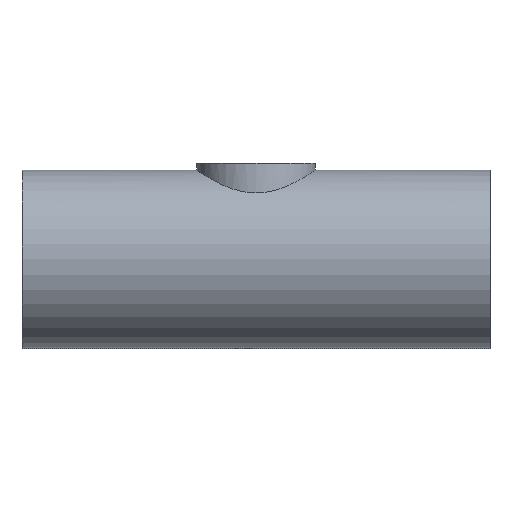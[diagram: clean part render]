
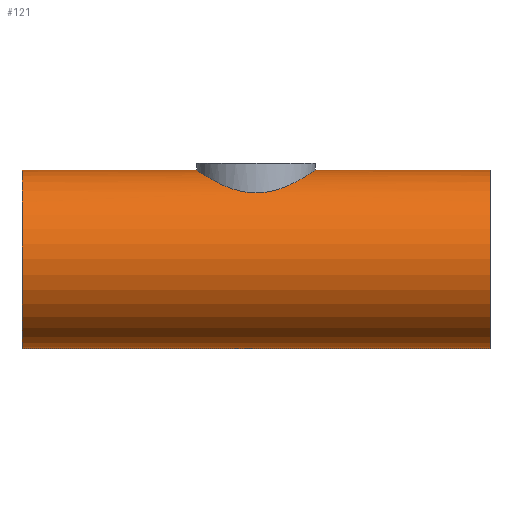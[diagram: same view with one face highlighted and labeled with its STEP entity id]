
A CAD part, front view. The second image highlights one B-rep face of the part: STEP entity #121.
In plain terms, the highlighted cylindrical face has radius 19.05 mm (diameter 38.1 mm), a full revolution.
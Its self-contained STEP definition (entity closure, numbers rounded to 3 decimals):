
#21=FACE_BOUND('',#39,.T.);
#28=FACE_OUTER_BOUND('',#38,.T.);
#38=EDGE_LOOP('',(#104,#105,#106,#107));
#39=EDGE_LOOP('',(#108,#109));
#46=CIRCLE('',#152,19.05);
#47=CIRCLE('',#154,19.05);
#51=LINE('',#318,#55);
#55=VECTOR('',#185,19.05);
#58=B_SPLINE_CURVE_WITH_KNOTS('',3,(#259,#260,#261,#262,#263,#264,#265,
#266,#267,#268,#269,#270,#271,#272),.UNSPECIFIED.,.F.,.F.,(4,2,2,2,2,2,
4),(0.,0.251,0.501,1.002,1.498,
1.745,1.993),.UNSPECIFIED.);
#59=B_SPLINE_CURVE_WITH_KNOTS('',3,(#273,#274,#275,#276,#277,#278,#279,
#280,#281,#282,#283,#284,#285,#286,#287,#288,#289,#290,#291,#292,#293,#294,
#295,#296,#297,#298,#299,#300,#301,#302,#303,#304,#305,#306,#307,#308,#309,
#310),.UNSPECIFIED.,.F.,.F.,(4,2,2,2,2,2,2,2,2,2,2,2,2,2,2,2,2,2,4),(1.993,
2.241,2.489,2.984,3.485,3.736,
3.986,4.237,4.487,4.988,5.484,
5.732,5.98,6.227,6.475,6.971,
7.472,7.722,7.973),.UNSPECIFIED.);
#66=VERTEX_POINT('',#256);
#67=VERTEX_POINT('',#258);
#68=VERTEX_POINT('',#313);
#69=VERTEX_POINT('',#316);
#79=EDGE_CURVE('',#67,#66,#58,.T.);
#80=EDGE_CURVE('',#66,#67,#59,.T.);
#81=EDGE_CURVE('',#68,#68,#46,.T.);
#82=EDGE_CURVE('',#69,#69,#47,.T.);
#83=EDGE_CURVE('',#69,#68,#51,.T.);
#104=ORIENTED_EDGE('',*,*,#82,.F.);
#105=ORIENTED_EDGE('',*,*,#83,.T.);
#106=ORIENTED_EDGE('',*,*,#81,.F.);
#107=ORIENTED_EDGE('',*,*,#83,.F.);
#108=ORIENTED_EDGE('',*,*,#79,.T.);
#109=ORIENTED_EDGE('',*,*,#80,.T.);
#115=CYLINDRICAL_SURFACE('',#153,19.05);
#121=ADVANCED_FACE('',(#28,#21),#115,.T.);
#152=AXIS2_PLACEMENT_3D('',#314,#179,#180);
#153=AXIS2_PLACEMENT_3D('',#315,#181,#182);
#154=AXIS2_PLACEMENT_3D('',#317,#183,#184);
#179=DIRECTION('center_axis',(-1.,0.,0.));
#180=DIRECTION('ref_axis',(0.,1.,0.));
#181=DIRECTION('center_axis',(1.,0.,0.));
#182=DIRECTION('ref_axis',(0.,1.,0.));
#183=DIRECTION('center_axis',(1.,0.,0.));
#184=DIRECTION('ref_axis',(0.,1.,0.));
#185=DIRECTION('',(-1.,0.,0.));
#256=CARTESIAN_POINT('',(-12.7,0.,19.05));
#258=CARTESIAN_POINT('',(0.,-12.7,14.199));
#259=CARTESIAN_POINT('Ctrl Pts',(0.,-12.7,14.199));
#260=CARTESIAN_POINT('Ctrl Pts',(-0.835,-12.7,14.199));
#261=CARTESIAN_POINT('Ctrl Pts',(-1.683,-12.617,14.275));
#262=CARTESIAN_POINT('Ctrl Pts',(-3.346,-12.281,14.565));
#263=CARTESIAN_POINT('Ctrl Pts',(-4.161,-12.028,14.778));
#264=CARTESIAN_POINT('Ctrl Pts',(-6.485,-11.048,15.541));
#265=CARTESIAN_POINT('Ctrl Pts',(-7.876,-10.085,16.21));
#266=CARTESIAN_POINT('Ctrl Pts',(-10.073,-7.888,17.385));
#267=CARTESIAN_POINT('Ctrl Pts',(-11.044,-6.495,17.981));
#268=CARTESIAN_POINT('Ctrl Pts',(-12.03,-4.158,18.608));
#269=CARTESIAN_POINT('Ctrl Pts',(-12.283,-3.337,18.774));
#270=CARTESIAN_POINT('Ctrl Pts',(-12.618,-1.672,18.995));
#271=CARTESIAN_POINT('Ctrl Pts',(-12.7,-0.826,19.05));
#272=CARTESIAN_POINT('Ctrl Pts',(-12.7,0.,19.05));
#273=CARTESIAN_POINT('Ctrl Pts',(-12.7,0.,19.05));
#274=CARTESIAN_POINT('Ctrl Pts',(-12.7,0.826,19.05));
#275=CARTESIAN_POINT('Ctrl Pts',(-12.618,1.672,18.995));
#276=CARTESIAN_POINT('Ctrl Pts',(-12.283,3.337,18.774));
#277=CARTESIAN_POINT('Ctrl Pts',(-12.03,4.158,18.608));
#278=CARTESIAN_POINT('Ctrl Pts',(-11.044,6.495,17.981));
#279=CARTESIAN_POINT('Ctrl Pts',(-10.073,7.888,17.385));
#280=CARTESIAN_POINT('Ctrl Pts',(-7.876,10.085,16.21));
#281=CARTESIAN_POINT('Ctrl Pts',(-6.485,11.048,15.541));
#282=CARTESIAN_POINT('Ctrl Pts',(-4.161,12.028,14.778));
#283=CARTESIAN_POINT('Ctrl Pts',(-3.346,12.281,14.565));
#284=CARTESIAN_POINT('Ctrl Pts',(-1.683,12.617,14.275));
#285=CARTESIAN_POINT('Ctrl Pts',(-0.835,12.7,14.199));
#286=CARTESIAN_POINT('Ctrl Pts',(0.835,12.7,14.199));
#287=CARTESIAN_POINT('Ctrl Pts',(1.683,12.617,14.275));
#288=CARTESIAN_POINT('Ctrl Pts',(3.346,12.281,14.565));
#289=CARTESIAN_POINT('Ctrl Pts',(4.161,12.028,14.778));
#290=CARTESIAN_POINT('Ctrl Pts',(6.485,11.048,15.541));
#291=CARTESIAN_POINT('Ctrl Pts',(7.876,10.085,16.21));
#292=CARTESIAN_POINT('Ctrl Pts',(10.073,7.888,17.385));
#293=CARTESIAN_POINT('Ctrl Pts',(11.044,6.495,17.981));
#294=CARTESIAN_POINT('Ctrl Pts',(12.03,4.158,18.608));
#295=CARTESIAN_POINT('Ctrl Pts',(12.283,3.337,18.774));
#296=CARTESIAN_POINT('Ctrl Pts',(12.618,1.672,18.995));
#297=CARTESIAN_POINT('Ctrl Pts',(12.7,0.826,19.05));
#298=CARTESIAN_POINT('Ctrl Pts',(12.7,-0.826,19.05));
#299=CARTESIAN_POINT('Ctrl Pts',(12.618,-1.672,18.995));
#300=CARTESIAN_POINT('Ctrl Pts',(12.283,-3.337,18.774));
#301=CARTESIAN_POINT('Ctrl Pts',(12.03,-4.158,18.608));
#302=CARTESIAN_POINT('Ctrl Pts',(11.044,-6.495,17.981));
#303=CARTESIAN_POINT('Ctrl Pts',(10.073,-7.888,17.385));
#304=CARTESIAN_POINT('Ctrl Pts',(7.876,-10.085,16.21));
#305=CARTESIAN_POINT('Ctrl Pts',(6.485,-11.048,15.541));
#306=CARTESIAN_POINT('Ctrl Pts',(4.161,-12.028,14.778));
#307=CARTESIAN_POINT('Ctrl Pts',(3.346,-12.281,14.565));
#308=CARTESIAN_POINT('Ctrl Pts',(1.683,-12.617,14.275));
#309=CARTESIAN_POINT('Ctrl Pts',(0.835,-12.7,14.199));
#310=CARTESIAN_POINT('Ctrl Pts',(0.,-12.7,14.199));
#313=CARTESIAN_POINT('',(-50.,-19.05,0.));
#314=CARTESIAN_POINT('Origin',(-50.,0.,0.));
#315=CARTESIAN_POINT('Origin',(0.,0.,0.));
#316=CARTESIAN_POINT('',(50.,-19.05,0.));
#317=CARTESIAN_POINT('Origin',(50.,0.,0.));
#318=CARTESIAN_POINT('',(0.,-19.05,0.));
